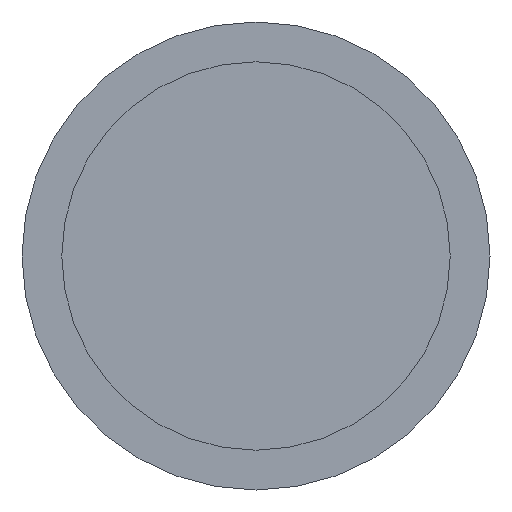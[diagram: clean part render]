
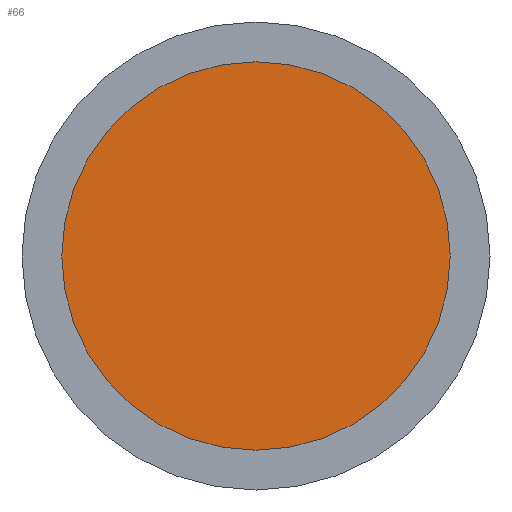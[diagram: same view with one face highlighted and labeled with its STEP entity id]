
A CAD part, front view. The second image highlights one B-rep face of the part: STEP entity #66.
In plain terms, the highlighted planar face has unit normal (0, -1, 0).
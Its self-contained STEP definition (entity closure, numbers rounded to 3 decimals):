
#66 = ADVANCED_FACE( '', ( #144 ), #145, .F. );
#144 = FACE_OUTER_BOUND( '', #231, .T. );
#145 = PLANE( '', #232 );
#231 = EDGE_LOOP( '', ( #375 ) );
#232 = AXIS2_PLACEMENT_3D( '', #376, #377, #378 );
#375 = ORIENTED_EDGE( '', *, *, #464, .T. );
#376 = CARTESIAN_POINT( '', ( 20.75, 3., 0. ) );
#377 = DIRECTION( '', ( 0., 1., 0. ) );
#378 = DIRECTION( '', ( 0., 0., 1. ) );
#464 = EDGE_CURVE( '', #522, #522, #523, .T. );
#522 = VERTEX_POINT( '', #602 );
#523 = CIRCLE( '', #603, 20.75 );
#602 = CARTESIAN_POINT( '', ( 0., 3., -20.75 ) );
#603 = AXIS2_PLACEMENT_3D( '', #701, #702, #703 );
#701 = CARTESIAN_POINT( '', ( 0., 3., 0. ) );
#702 = DIRECTION( '', ( 0., -1., 0. ) );
#703 = DIRECTION( '', ( 0., 0., -1. ) );
